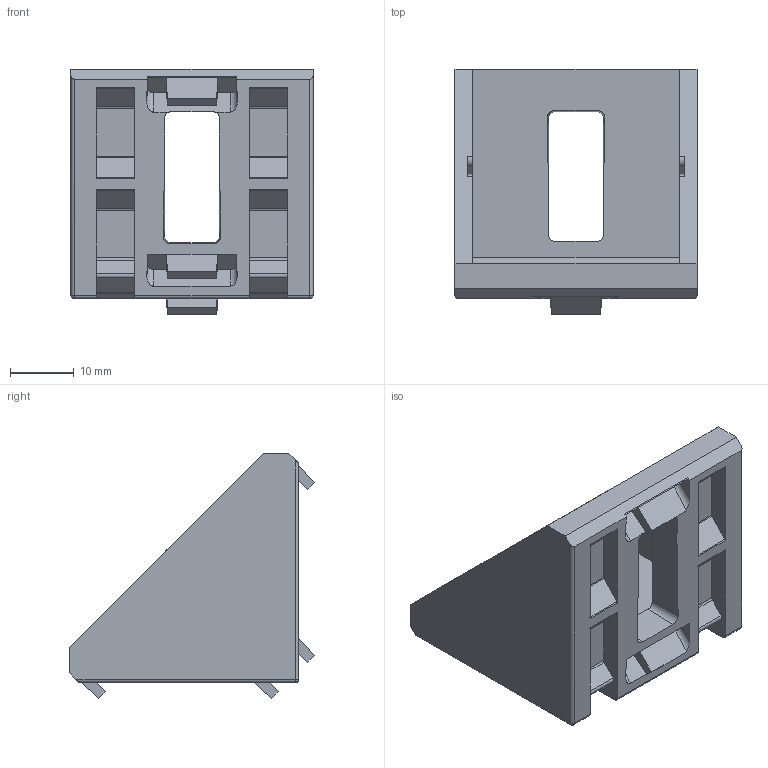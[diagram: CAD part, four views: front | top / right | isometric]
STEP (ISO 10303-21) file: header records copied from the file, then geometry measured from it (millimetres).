
FILE_DESCRIPTION(('FreeCAD Model'),'2;1');
FILE_NAME('Open CASCADE Shape Model','2024-03-20T10:34:31',(''),(''), 'Open CASCADE STEP processor 7.6','FreeCAD','Unknown');
FILE_SCHEMA(('AUTOMOTIVE_DESIGN { 1 0 10303 214 1 1 1 1 }'));
Length unit declared in the file: millimetre
Products named in the file (2): STI8-E4040; 093W404N08_part1
Assembly tree (1 placements, depth 2):
  STI8-E4040
    093W404N08_part1
Bounding box: 38 x 38.52 x 38.52 mm (x, y, z)
Volume: 12545.8 mm3; surface area: 8875.1 mm2
Topology: 1 solids, 1 shells, 172 faces, 480 edges, 314 vertices
Faces by surface type: plane 108, cylinder 46, cone 16, sphere 2
Entity records: 12200 total; most frequent: CARTESIAN_POINT 2402, DIRECTION 1890, LINE 1164, VECTOR 1164, ORIENTED_EDGE 956, PCURVE 956, DEFINITIONAL_REPRESENTATION 956, EDGE_CURVE 478
